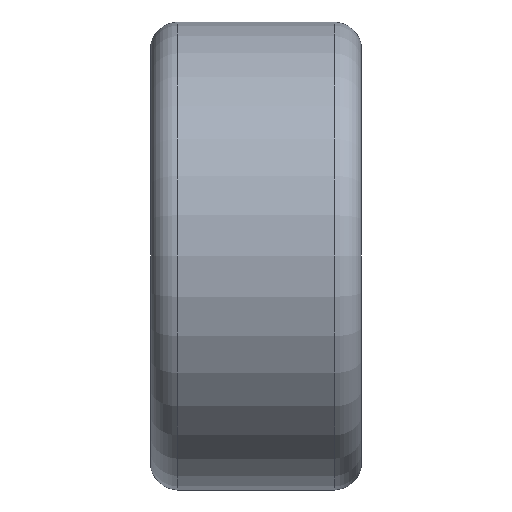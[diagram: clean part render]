
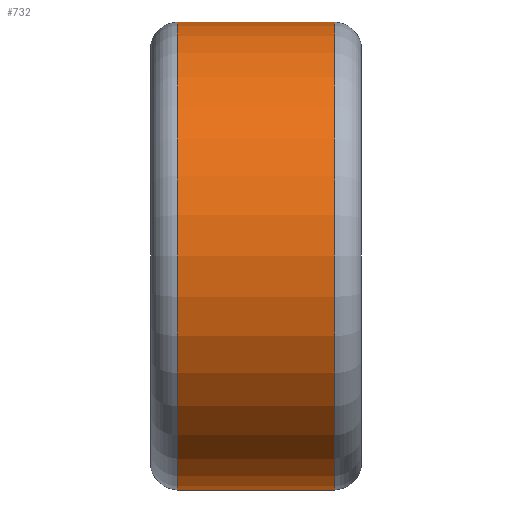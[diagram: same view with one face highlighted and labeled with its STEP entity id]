
A CAD part, left-side view. The second image highlights one B-rep face of the part: STEP entity #732.
In plain terms, the highlighted cylindrical face has radius 41.5 mm (diameter 83 mm), a partial arc.
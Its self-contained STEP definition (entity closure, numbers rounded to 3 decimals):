
#348 = CARTESIAN_POINT ( 'NONE',  ( 0., 30., -41.5 ) ) ;
#360 = LINE ( 'NONE', #348, #1264 ) ;
#365 = DIRECTION ( 'NONE',  ( 0., -1., 0. ) ) ;
#452 = CARTESIAN_POINT ( 'NONE',  ( 0., 30., 0. ) ) ;
#453 = DIRECTION ( 'NONE',  ( 0., 1., 0. ) ) ;
#454 = DIRECTION ( 'NONE',  ( 0., 0., 1. ) ) ;
#632 = EDGE_CURVE ( 'NONE', #2464, #2456, #360, .T. ) ;
#662 = EDGE_CURVE ( 'NONE', #2464, #2491, #1300, .T. ) ;
#732 = ADVANCED_FACE ( 'NONE', ( #1788 ), #1792, .T. ) ;
#774 = EDGE_CURVE ( 'NONE', #2456, #2439, #1453, .T. ) ;
#787 = EDGE_CURVE ( 'NONE', #2491, #2439, #1973, .T. ) ;
#836 = CARTESIAN_POINT ( 'NONE',  ( 0., 2., 41.5 ) ) ;
#850 = CARTESIAN_POINT ( 'NONE',  ( 0., 2., -41.5 ) ) ;
#858 = CARTESIAN_POINT ( 'NONE',  ( 0., 30., -41.5 ) ) ;
#881 = CARTESIAN_POINT ( 'NONE',  ( 0., 30., 41.5 ) ) ;
#1264 = VECTOR ( 'NONE', #365, 1000. ) ;
#1300 = CIRCLE ( 'NONE', #1309, 41.5 ) ;
#1309 = AXIS2_PLACEMENT_3D ( 'NONE', #452, #453, #454 ) ;
#1390 = AXIS2_PLACEMENT_3D ( 'NONE', #1790, #1787, #1793 ) ;
#1453 = CIRCLE ( 'NONE', #1460, 41.5 ) ;
#1460 = AXIS2_PLACEMENT_3D ( 'NONE', #1938, #1939, #1940 ) ;
#1482 = VECTOR ( 'NONE', #1983, 1000. ) ;
#1787 = DIRECTION ( 'NONE',  ( 0., -1., 0. ) ) ;
#1788 = FACE_OUTER_BOUND ( 'NONE', #2192, .T. ) ;
#1790 = CARTESIAN_POINT ( 'NONE',  ( 0., 30., 0. ) ) ;
#1792 = CYLINDRICAL_SURFACE ( 'NONE', #1390, 41.5 ) ;
#1793 = DIRECTION ( 'NONE',  ( 0., 0., -1. ) ) ;
#1938 = CARTESIAN_POINT ( 'NONE',  ( 0., 2., 0. ) ) ;
#1939 = DIRECTION ( 'NONE',  ( 0., 1., 0. ) ) ;
#1940 = DIRECTION ( 'NONE',  ( 0., 0., 1. ) ) ;
#1973 = LINE ( 'NONE', #1974, #1482 ) ;
#1974 = CARTESIAN_POINT ( 'NONE',  ( 0., 30., 41.5 ) ) ;
#1983 = DIRECTION ( 'NONE',  ( 0., -1., 0. ) ) ;
#2192 = EDGE_LOOP ( 'NONE', ( #2346, #2367, #2372, #2413 ) ) ;
#2346 = ORIENTED_EDGE ( 'NONE', *, *, #787, .F. ) ;
#2367 = ORIENTED_EDGE ( 'NONE', *, *, #662, .F. ) ;
#2372 = ORIENTED_EDGE ( 'NONE', *, *, #632, .T. ) ;
#2413 = ORIENTED_EDGE ( 'NONE', *, *, #774, .T. ) ;
#2439 = VERTEX_POINT ( 'NONE', #836 ) ;
#2456 = VERTEX_POINT ( 'NONE', #850 ) ;
#2464 = VERTEX_POINT ( 'NONE', #858 ) ;
#2491 = VERTEX_POINT ( 'NONE', #881 ) ;
